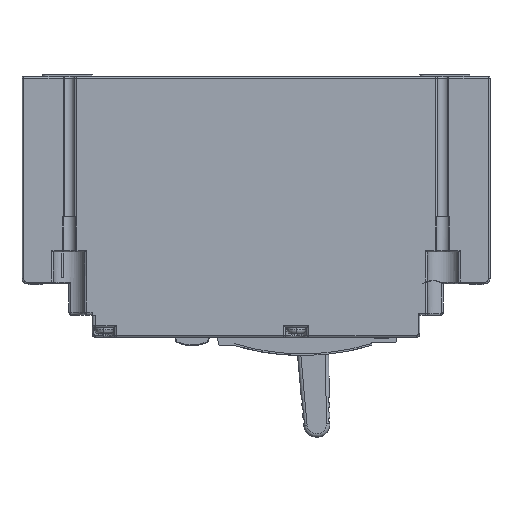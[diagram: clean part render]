
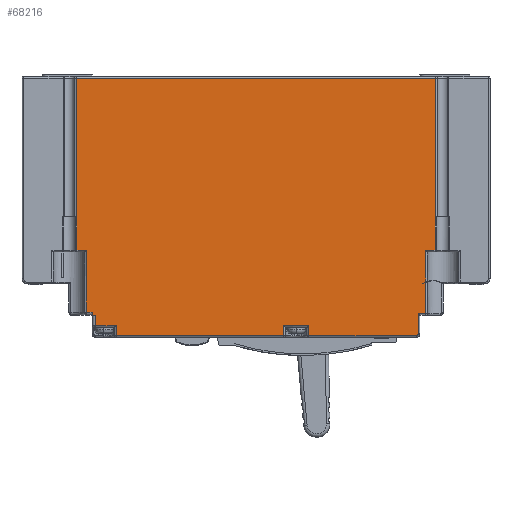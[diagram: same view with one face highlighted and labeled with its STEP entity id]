
A CAD part, left-side view. The second image highlights one B-rep face of the part: STEP entity #68216.
In plain terms, the highlighted planar face has unit normal (-1, 0, 0).
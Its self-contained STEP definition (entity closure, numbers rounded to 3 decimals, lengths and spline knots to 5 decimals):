
#1736=DIRECTION('',(0.,0.,1.));
#1737=VECTOR('',#1736,0.01);
#1738=CARTESIAN_POINT('',(0.,0.12355,-0.0525));
#1739=LINE('',#1738,#1737);
#1744=CARTESIAN_POINT('',(0.,0.017,-0.0672));
#1745=DIRECTION('',(1.,0.,0.));
#1746=DIRECTION('',(0.,0.555,0.832));
#1747=AXIS2_PLACEMENT_3D('',#1744,#1745,#1746);
#1749=DIRECTION('',(0.,1.,0.));
#1750=VECTOR('',#1749,0.00014);
#1751=CARTESIAN_POINT('',(0.,0.02,-0.0625));
#1752=LINE('',#1751,#1750);
#1753=CARTESIAN_POINT('',(0.,0.017,-0.0672));
#1754=DIRECTION('',(-1.,0.,0.));
#1755=DIRECTION('',(0.,0.399,0.917));
#1756=AXIS2_PLACEMENT_3D('',#1753,#1754,#1755);
#1758=CARTESIAN_POINT('',(0.,0.022,-0.0775));
#1759=DIRECTION('',(-1.,0.,0.));
#1760=DIRECTION('',(0.,0.,-1.));
#1761=AXIS2_PLACEMENT_3D('',#1758,#1759,#1760);
#1763=DIRECTION('',(0.,-1.,0.));
#1764=VECTOR('',#1763,0.001);
#1765=CARTESIAN_POINT('',(0.,0.119,-0.072));
#1766=LINE('',#1765,#1764);
#1767=DIRECTION('',(0.,-1.,0.));
#1768=VECTOR('',#1767,0.00026);
#1769=CARTESIAN_POINT('',(0.,0.12381,-0.0425));
#1770=LINE('',#1769,#1768);
#1771=DIRECTION('',(0.,-1.,0.));
#1772=VECTOR('',#1771,0.00026);
#1773=CARTESIAN_POINT('',(0.,0.01645,-0.0425));
#1774=LINE('',#1773,#1772);
#2383=CARTESIAN_POINT('',(0.,0.01923,-0.06209));
#2385=DIRECTION('',(0.,0.,-1.));
#2386=VECTOR('',#2385,0.00941);
#2387=CARTESIAN_POINT('',(0.,0.01923,-0.06209));
#2388=LINE('',#2387,#2386);
#2418=DIRECTION('',(0.,1.,0.));
#2419=VECTOR('',#2418,0.00227);
#2420=CARTESIAN_POINT('',(0.,0.01923,-0.0715));
#2421=LINE('',#2420,#2419);
#2429=CARTESIAN_POINT('',(0.,0.0215,-0.0715));
#2435=DIRECTION('',(0.,0.,-1.));
#2436=VECTOR('',#2435,0.006);
#2437=CARTESIAN_POINT('',(0.,0.0215,-0.0715));
#2438=LINE('',#2437,#2436);
#5539=DIRECTION('',(0.,1.,0.));
#5540=VECTOR('',#5539,0.00278);
#5541=CARTESIAN_POINT('',(0.,0.12077,-0.0525));
#5542=LINE('',#5541,#5540);
#5556=DIRECTION('',(0.,0.,1.));
#5557=VECTOR('',#5556,0.0185);
#5558=CARTESIAN_POINT('',(0.,0.12077,
-0.071));
#5559=LINE('',#5558,#5557);
#5578=DIRECTION('',(0.,1.,0.));
#5579=VECTOR('',#5578,0.00177);
#5580=CARTESIAN_POINT('',(0.,0.119,-0.071));
#5581=LINE('',#5580,#5579);
#5591=DIRECTION('',(0.,0.,1.));
#5592=VECTOR('',#5591,0.001);
#5593=CARTESIAN_POINT('',(0.,0.119,-0.072));
#5594=LINE('',#5593,#5592);
#11188=DIRECTION('',(0.,1.,0.));
#11189=VECTOR('',#11188,0.00278);
#11190=CARTESIAN_POINT('',(0.,0.01645,-0.0525));
#11191=LINE('',#11190,#11189);
#11207=CARTESIAN_POINT('',(0.,0.01923,-0.06201));
#11215=DIRECTION('',(0.,0.,-1.));
#11216=VECTOR('',#11215,0.00951);
#11217=CARTESIAN_POINT('',(0.,0.01923,-0.0525));
#11218=LINE('',#11217,#11216);
#11266=DIRECTION('',(0.,0.,-1.));
#11267=VECTOR('',#11266,0.01);
#11268=CARTESIAN_POINT('',(0.,0.01645,-0.0425));
#11269=LINE('',#11268,#11267);
#11294=DIRECTION('',(0.,0.,-1.));
#11295=VECTOR('',#11294,0.0415);
#11296=CARTESIAN_POINT('',(0.,0.01619,-0.001));
#11297=LINE('',#11296,#11295);
#11317=DIRECTION('',(0.,-1.,0.));
#11318=VECTOR('',#11317,0.10761);
#11319=CARTESIAN_POINT('',(0.,0.12381,-0.001));
#11320=LINE('',#11319,#11318);
#11373=DIRECTION('',(0.,0.,1.));
#11374=VECTOR('',#11373,0.0415);
#11375=CARTESIAN_POINT('',(0.,0.12381,-0.0425));
#11376=LINE('',#11375,#11374);
#47104=DIRECTION('',(0.,0.,1.));
#47105=VECTOR('',#47104,0.003);
#47106=CARTESIAN_POINT('',(0.,0.118,-0.075));
#47107=LINE('',#47106,#47105);
#47197=DIRECTION('',(0.,1.,0.));
#47198=VECTOR('',#47197,0.00625);
#47199=CARTESIAN_POINT('',(0.,0.11175,-0.075));
#47200=LINE('',#47199,#47198);
#47210=DIRECTION('',(0.,0.,1.));
#47211=VECTOR('',#47210,0.003);
#47212=CARTESIAN_POINT('',(0.,0.11175,-0.078));
#47213=LINE('',#47212,#47211);
#47237=DIRECTION('',(0.,1.,0.));
#47238=VECTOR('',#47237,0.05);
#47239=CARTESIAN_POINT('',(0.,0.06175,-0.078));
#47240=LINE('',#47239,#47238);
#47269=DIRECTION('',(0.,0.,-1.));
#47270=VECTOR('',#47269,0.003);
#47271=CARTESIAN_POINT('',(0.,0.06175,-0.075));
#47272=LINE('',#47271,#47270);
#47273=DIRECTION('',(0.,1.,0.));
#47274=VECTOR('',#47273,0.0075);
#47275=CARTESIAN_POINT('',(0.,0.05425,-0.075));
#47276=LINE('',#47275,#47274);
#47290=DIRECTION('',(0.,0.,1.));
#47291=VECTOR('',#47290,0.003);
#47292=CARTESIAN_POINT('',(0.,0.05425,-0.078));
#47293=LINE('',#47292,#47291);
#47760=DIRECTION('',(0.,1.,0.));
#47761=VECTOR('',#47760,0.03225);
#47762=CARTESIAN_POINT('',(0.,0.022,
-0.078));
#47763=LINE('',#47762,#47761);
#51153=CARTESIAN_POINT('',(0.,0.01619,-0.0425));
#51155=VERTEX_POINT('',#51153);
#51168=CARTESIAN_POINT('',(0.,0.12381,-0.0425));
#51170=VERTEX_POINT('',#51168);
#51172=CARTESIAN_POINT('',(0.,0.01619,-0.001));
#51173=VERTEX_POINT('',#51172);
#51176=CARTESIAN_POINT('',(0.,0.12381,-0.001));
#51177=VERTEX_POINT('',#51176);
#55297=CARTESIAN_POINT('',(0.,0.01645,-0.0525));
#55299=VERTEX_POINT('',#55297);
#55838=VERTEX_POINT('',#11207);
#55938=CARTESIAN_POINT('',(0.,0.119,-0.072));
#55939=CARTESIAN_POINT('',(0.,0.119,-0.071));
#55940=VERTEX_POINT('',#55938);
#55941=VERTEX_POINT('',#55939);
#55942=CARTESIAN_POINT('',(0.,0.12077,
-0.071));
#55943=VERTEX_POINT('',#55942);
#55944=CARTESIAN_POINT('',(0.,0.12077,-0.0525));
#55945=VERTEX_POINT('',#55944);
#55946=CARTESIAN_POINT('',(0.,0.12355,-0.0525));
#55947=VERTEX_POINT('',#55946);
#55948=CARTESIAN_POINT('',(0.,0.01923,-0.0525));
#55949=VERTEX_POINT('',#55948);
#59856=CARTESIAN_POINT('',(0.,0.02,-0.0625));
#59858=VERTEX_POINT('',#59856);
#59870=VERTEX_POINT('',#2383);
#59888=CARTESIAN_POINT('',(0.,0.01923,-0.0715));
#59889=VERTEX_POINT('',#59888);
#59899=VERTEX_POINT('',#2429);
#59902=CARTESIAN_POINT('',(0.,0.0215,-0.0775));
#59903=VERTEX_POINT('',#59902);
#60568=CARTESIAN_POINT('',(0.,0.05425,-0.075));
#60569=CARTESIAN_POINT('',(0.,0.06175,-0.075));
#60570=VERTEX_POINT('',#60568);
#60571=VERTEX_POINT('',#60569);
#60572=CARTESIAN_POINT('',(0.,0.022,
-0.078));
#60573=VERTEX_POINT('',#60572);
#60574=CARTESIAN_POINT('',(0.,0.05425,-0.078));
#60575=VERTEX_POINT('',#60574);
#60576=CARTESIAN_POINT('',(0.,0.06175,-0.078));
#60577=VERTEX_POINT('',#60576);
#60578=CARTESIAN_POINT('',(0.,0.11175,-0.078));
#60579=VERTEX_POINT('',#60578);
#60580=CARTESIAN_POINT('',(0.,0.11175,-0.075));
#60581=VERTEX_POINT('',#60580);
#60582=CARTESIAN_POINT('',(0.,0.118,-0.075));
#60583=VERTEX_POINT('',#60582);
#63667=CARTESIAN_POINT('',(0.,0.01645,-0.0425));
#63669=VERTEX_POINT('',#63667);
#63690=CARTESIAN_POINT('',(0.,0.12355,-0.0425));
#63691=VERTEX_POINT('',#63690);
#64016=CARTESIAN_POINT('',(0.,0.118,-0.072));
#64017=VERTEX_POINT('',#64016);
#64046=CARTESIAN_POINT('',(0.,0.02014,-0.0625));
#64048=VERTEX_POINT('',#64046);
#68154=CARTESIAN_POINT('',(0.,0.14,-0.0005));
#68155=DIRECTION('',(-1.,0.,0.));
#68156=DIRECTION('',(0.,1.,0.));
#68157=AXIS2_PLACEMENT_3D('',#68154,#68155,#68156);
#68158=PLANE('',#68157);
#68160=ORIENTED_EDGE('',*,*,#68159,.F.);
#68162=ORIENTED_EDGE('',*,*,#68161,.F.);
#68164=ORIENTED_EDGE('',*,*,#68163,.F.);
#68166=ORIENTED_EDGE('',*,*,#68165,.T.);
#68168=ORIENTED_EDGE('',*,*,#68167,.T.);
#68170=ORIENTED_EDGE('',*,*,#68169,.T.);
#68172=ORIENTED_EDGE('',*,*,#68171,.F.);
#68174=ORIENTED_EDGE('',*,*,#68173,.T.);
#68176=ORIENTED_EDGE('',*,*,#68175,.T.);
#68178=ORIENTED_EDGE('',*,*,#68177,.T.);
#68180=ORIENTED_EDGE('',*,*,#68179,.T.);
#68182=ORIENTED_EDGE('',*,*,#68181,.T.);
#68184=ORIENTED_EDGE('',*,*,#68183,.T.);
#68186=ORIENTED_EDGE('',*,*,#68185,.T.);
#68188=ORIENTED_EDGE('',*,*,#68187,.T.);
#68190=ORIENTED_EDGE('',*,*,#68189,.F.);
#68192=ORIENTED_EDGE('',*,*,#68191,.T.);
#68194=ORIENTED_EDGE('',*,*,#68193,.T.);
#68196=ORIENTED_EDGE('',*,*,#68195,.T.);
#68198=ORIENTED_EDGE('',*,*,#68197,.T.);
#68199=ORIENTED_EDGE('',*,*,#68139,.T.);
#68200=ORIENTED_EDGE('',*,*,#67690,.F.);
#68202=ORIENTED_EDGE('',*,*,#68201,.T.);
#68204=ORIENTED_EDGE('',*,*,#68203,.T.);
#68206=ORIENTED_EDGE('',*,*,#68205,.T.);
#68207=ORIENTED_EDGE('',*,*,#67706,.F.);
#68209=ORIENTED_EDGE('',*,*,#68208,.T.);
#68211=ORIENTED_EDGE('',*,*,#68210,.T.);
#68213=ORIENTED_EDGE('',*,*,#68212,.T.);
#68214=EDGE_LOOP('',(#68160,#68162,#68164,#68166,#68168,#68170,#68172,#68174,
#68176,#68178,#68180,#68182,#68184,#68186,#68188,#68190,#68192,#68194,#68196,
#68198,#68199,#68200,#68202,#68204,#68206,#68207,#68209,#68211,#68213));
#68215=FACE_OUTER_BOUND('',#68214,.F.);
#68216=ADVANCED_FACE('',(#68215),#68158,.T.);
#1748=CIRCLE('',#1747,0.00565);
#1757=CIRCLE('',#1756,0.00558);
#1762=CIRCLE('',#1761,0.0005);
#67690=EDGE_CURVE('',#51170,#63691,#1770,.T.);
#67706=EDGE_CURVE('',#63669,#51155,#1774,.T.);
#68139=EDGE_CURVE('',#55947,#63691,#1739,.T.);
#68159=EDGE_CURVE('',#64048,#55838,#1748,.T.);
#68161=EDGE_CURVE('',#59858,#64048,#1752,.T.);
#68163=EDGE_CURVE('',#59870,#59858,#1757,.T.);
#68165=EDGE_CURVE('',#59870,#59889,#2388,.T.);
#68167=EDGE_CURVE('',#59889,#59899,#2421,.T.);
#68169=EDGE_CURVE('',#59899,#59903,#2438,.T.);
#68171=EDGE_CURVE('',#60573,#59903,#1762,.T.);
#68173=EDGE_CURVE('',#60573,#60575,#47763,.T.);
#68175=EDGE_CURVE('',#60575,#60570,#47293,.T.);
#68177=EDGE_CURVE('',#60570,#60571,#47276,.T.);
#68179=EDGE_CURVE('',#60571,#60577,#47272,.T.);
#68181=EDGE_CURVE('',#60577,#60579,#47240,.T.);
#68183=EDGE_CURVE('',#60579,#60581,#47213,.T.);
#68185=EDGE_CURVE('',#60581,#60583,#47200,.T.);
#68187=EDGE_CURVE('',#60583,#64017,#47107,.T.);
#68189=EDGE_CURVE('',#55940,#64017,#1766,.T.);
#68191=EDGE_CURVE('',#55940,#55941,#5594,.T.);
#68193=EDGE_CURVE('',#55941,#55943,#5581,.T.);
#68195=EDGE_CURVE('',#55943,#55945,#5559,.T.);
#68197=EDGE_CURVE('',#55945,#55947,#5542,.T.);
#68201=EDGE_CURVE('',#51170,#51177,#11376,.T.);
#68203=EDGE_CURVE('',#51177,#51173,#11320,.T.);
#68205=EDGE_CURVE('',#51173,#51155,#11297,.T.);
#68208=EDGE_CURVE('',#63669,#55299,#11269,.T.);
#68210=EDGE_CURVE('',#55299,#55949,#11191,.T.);
#68212=EDGE_CURVE('',#55949,#55838,#11218,.T.);
